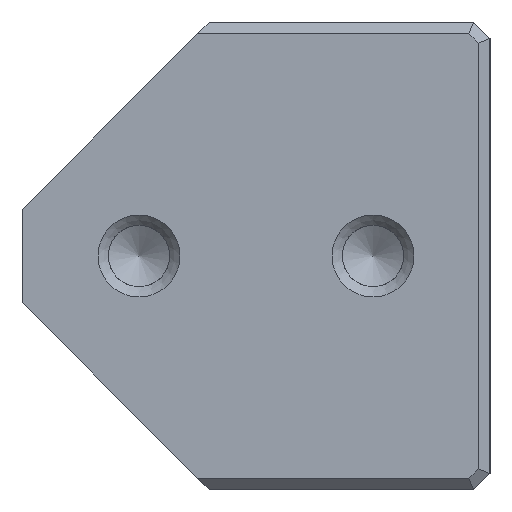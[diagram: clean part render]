
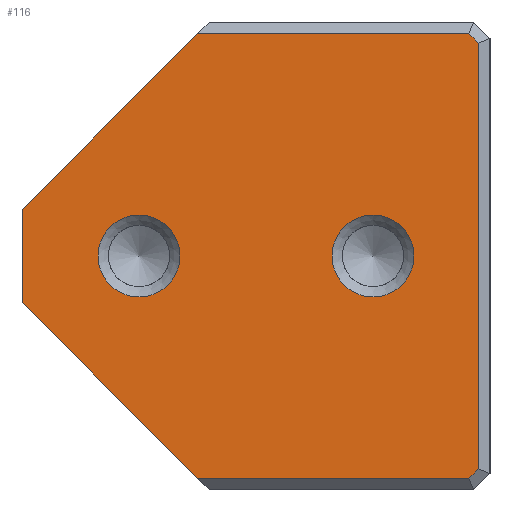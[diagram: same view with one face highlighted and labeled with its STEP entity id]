
A CAD part, left-side view. The second image highlights one B-rep face of the part: STEP entity #116.
In plain terms, the highlighted planar face has unit normal (-1, 0, 0).
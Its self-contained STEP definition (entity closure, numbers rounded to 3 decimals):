
#116=ADVANCED_FACE('',(#343,#344,#345),#208,.T.);
#208=PLANE('',#1301);
#246=LINE('',#1908,#292);
#247=LINE('',#1911,#293);
#248=LINE('',#1913,#294);
#249=LINE('',#1915,#295);
#250=LINE('',#1917,#296);
#251=LINE('',#1919,#297);
#252=LINE('',#1921,#298);
#253=LINE('',#1923,#299);
#292=VECTOR('',#1503,1.);
#293=VECTOR('',#1504,1.);
#294=VECTOR('',#1505,1.);
#295=VECTOR('',#1506,1.);
#296=VECTOR('',#1507,1.);
#297=VECTOR('',#1508,1.);
#298=VECTOR('',#1509,1.);
#299=VECTOR('',#1510,1.);
#343=FACE_BOUND('',#520,.T.);
#344=FACE_BOUND('',#521,.T.);
#345=FACE_BOUND('',#522,.T.);
#520=EDGE_LOOP('',(#714));
#521=EDGE_LOOP('',(#715));
#522=EDGE_LOOP('',(#716,#717,#718,#719,#720,#721,#722,#723));
#714=ORIENTED_EDGE('',*,*,#1090,.T.);
#715=ORIENTED_EDGE('',*,*,#1091,.T.);
#716=ORIENTED_EDGE('',*,*,#1092,.T.);
#717=ORIENTED_EDGE('',*,*,#1093,.T.);
#718=ORIENTED_EDGE('',*,*,#1094,.T.);
#719=ORIENTED_EDGE('',*,*,#1095,.T.);
#720=ORIENTED_EDGE('',*,*,#1096,.T.);
#721=ORIENTED_EDGE('',*,*,#1097,.T.);
#722=ORIENTED_EDGE('',*,*,#1098,.T.);
#723=ORIENTED_EDGE('',*,*,#1099,.F.);
#974=VERTEX_POINT('',#1905);
#975=VERTEX_POINT('',#1907);
#976=VERTEX_POINT('',#1909);
#977=VERTEX_POINT('',#1910);
#978=VERTEX_POINT('',#1912);
#979=VERTEX_POINT('',#1914);
#980=VERTEX_POINT('',#1916);
#981=VERTEX_POINT('',#1918);
#982=VERTEX_POINT('',#1920);
#983=VERTEX_POINT('',#1922);
#1090=EDGE_CURVE('',#974,#974,#1212,.T.);
#1091=EDGE_CURVE('',#975,#975,#1213,.T.);
#1092=EDGE_CURVE('',#976,#977,#246,.T.);
#1093=EDGE_CURVE('',#977,#978,#247,.T.);
#1094=EDGE_CURVE('',#978,#979,#248,.T.);
#1095=EDGE_CURVE('',#979,#980,#249,.T.);
#1096=EDGE_CURVE('',#980,#981,#250,.T.);
#1097=EDGE_CURVE('',#981,#982,#251,.T.);
#1098=EDGE_CURVE('',#982,#983,#252,.T.);
#1099=EDGE_CURVE('',#976,#983,#253,.T.);
#1212=CIRCLE('',#1299,3.5);
#1213=CIRCLE('',#1300,3.5);
#1299=AXIS2_PLACEMENT_3D('',#1904,#1499,#1500);
#1300=AXIS2_PLACEMENT_3D('',#1906,#1501,#1502);
#1301=AXIS2_PLACEMENT_3D('',#1924,#1511,#1512);
#1499=DIRECTION('',(1.,0.,0.));
#1500=DIRECTION('',(0.,0.,1.));
#1501=DIRECTION('',(1.,0.,0.));
#1502=DIRECTION('',(0.,0.,1.));
#1503=DIRECTION('',(0.,-0.707,-0.707));
#1504=DIRECTION('',(0.,-1.,0.));
#1505=DIRECTION('',(0.,-0.707,0.707));
#1506=DIRECTION('',(0.,0.,1.));
#1507=DIRECTION('',(0.,0.707,0.707));
#1508=DIRECTION('',(0.,1.,0.));
#1509=DIRECTION('',(0.,0.707,-0.707));
#1510=DIRECTION('',(0.,0.,1.));
#1511=DIRECTION('',(-1.,0.,0.));
#1512=DIRECTION('',(0.,0.,1.));
#1904=CARTESIAN_POINT('',(0.,30.,20.));
#1905=CARTESIAN_POINT('',(0.,30.,23.5));
#1906=CARTESIAN_POINT('',(0.,10.,20.));
#1907=CARTESIAN_POINT('',(0.,10.,23.5));
#1908=CARTESIAN_POINT('',(0.,22.,-2.));
#1909=CARTESIAN_POINT('',(0.,40.,16.));
#1910=CARTESIAN_POINT('',(0.,25.,1.));
#1911=CARTESIAN_POINT('',(0.,20.,1.));
#1912=CARTESIAN_POINT('',(0.,1.814,1.));
#1913=CARTESIAN_POINT('',(0.,11.407,-8.593));
#1914=CARTESIAN_POINT('',(0.,1.,1.814));
#1915=CARTESIAN_POINT('',(0.,1.,0.));
#1916=CARTESIAN_POINT('',(0.,1.,38.186));
#1917=CARTESIAN_POINT('',(0.,-8.593,28.593));
#1918=CARTESIAN_POINT('',(0.,1.814,39.));
#1919=CARTESIAN_POINT('',(0.,20.,39.));
#1920=CARTESIAN_POINT('',(0.,25.,39.));
#1921=CARTESIAN_POINT('',(0.,42.,22.));
#1922=CARTESIAN_POINT('',(0.,40.,24.));
#1923=CARTESIAN_POINT('',(0.,40.,0.));
#1924=CARTESIAN_POINT('',(0.,20.,0.));
